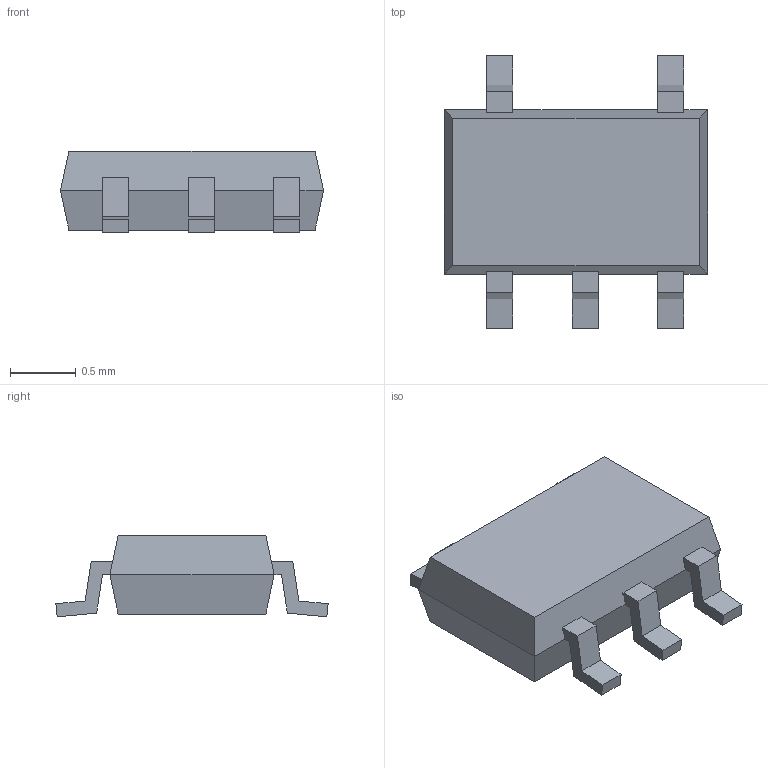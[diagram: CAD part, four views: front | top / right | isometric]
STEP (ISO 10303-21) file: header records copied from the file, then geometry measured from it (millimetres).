
FILE_DESCRIPTION (( 'STEP AP203' ), '1' );
FILE_NAME ('SC70.STEP', '2016-02-04T19:37:29', ( '' ), ( '' ), 'SwSTEP 2.0', 'SolidWorks 2016', '' );
FILE_SCHEMA (( 'CONFIG_CONTROL_DESIGN' ));
Length unit declared in the file: millimetre
Products named in the file (1): SC70
Bounding box: 2 x 2.07 x 0.62 mm (x, y, z)
Volume: 1.5 mm3; surface area: 10.6 mm2
Topology: 4 solids, 4 shells, 70 faces, 176 edges, 114 vertices
Faces by surface type: plane 70
Entity records: 2111 total; most frequent: CARTESIAN_POINT 361, ORIENTED_EDGE 352, DIRECTION 318, LINE 176, VECTOR 176, EDGE_CURVE 176, VERTEX_POINT 114, AXIS2_PLACEMENT_3D 71
